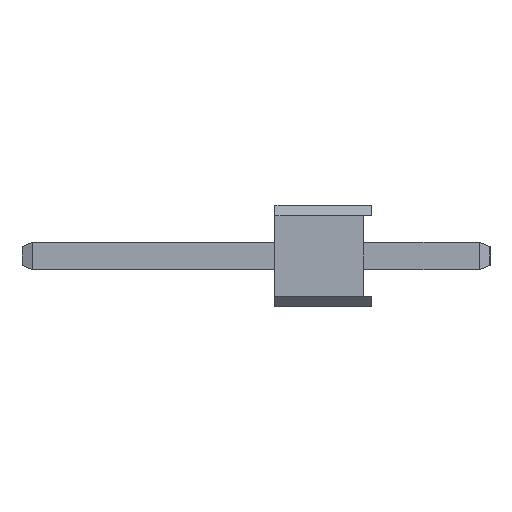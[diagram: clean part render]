
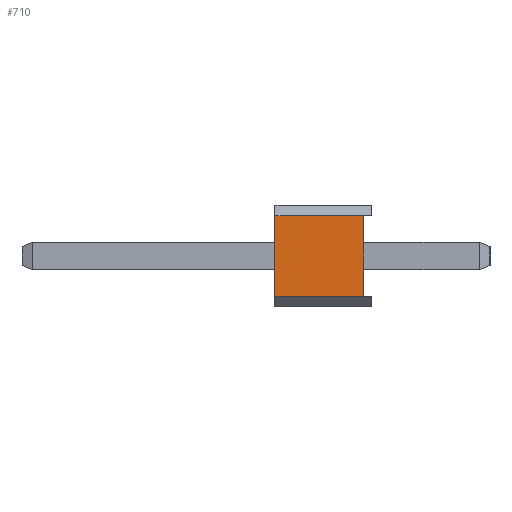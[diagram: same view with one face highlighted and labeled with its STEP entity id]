
A CAD part, left-side view. The second image highlights one B-rep face of the part: STEP entity #710.
In plain terms, the highlighted planar face has unit normal (-1, 0, 0).
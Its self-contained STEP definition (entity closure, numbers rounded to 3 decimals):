
#33 = LINE ( 'NONE', #294, #1225 ) ;
#46 = DIRECTION ( 'NONE',  ( 0., 0., 1. ) ) ;
#166 = CARTESIAN_POINT ( 'NONE',  ( -0.945, 5.3, -0.625 ) ) ;
#246 = VECTOR ( 'NONE', #1082, 1000. ) ;
#294 = CARTESIAN_POINT ( 'NONE',  ( -0.945, 5.3, 1.275 ) ) ;
#303 = VERTEX_POINT ( 'NONE', #1441 ) ;
#330 = ORIENTED_EDGE ( 'NONE', *, *, #744, .T. ) ;
#346 = ORIENTED_EDGE ( 'NONE', *, *, #1267, .T. ) ;
#379 = EDGE_CURVE ( 'NONE', #1466, #388, #33, .T. ) ;
#388 = VERTEX_POINT ( 'NONE', #1448 ) ;
#548 = AXIS2_PLACEMENT_3D ( 'NONE', #964, #619, #46 ) ;
#618 = DIRECTION ( 'NONE',  ( 0., 0., -1. ) ) ;
#619 = DIRECTION ( 'NONE',  ( -1., 0., 0. ) ) ;
#638 = CARTESIAN_POINT ( 'NONE',  ( -0.945, 3.2, -0.875 ) ) ;
#684 = EDGE_LOOP ( 'NONE', ( #1155, #1230, #346, #330 ) ) ;
#710 = ADVANCED_FACE ( 'NONE', ( #734 ), #1411, .T. ) ;
#722 = LINE ( 'NONE', #823, #761 ) ;
#734 = FACE_OUTER_BOUND ( 'NONE', #684, .T. ) ;
#744 = EDGE_CURVE ( 'NONE', #1098, #303, #1203, .T. ) ;
#761 = VECTOR ( 'NONE', #845, 1000. ) ;
#823 = CARTESIAN_POINT ( 'NONE',  ( -0.945, 5.3, -0.875 ) ) ;
#845 = DIRECTION ( 'NONE',  ( 0., 0., -1. ) ) ;
#964 = CARTESIAN_POINT ( 'NONE',  ( -0.945, 5.3, -0.875 ) ) ;
#1082 = DIRECTION ( 'NONE',  ( 0., -1., 0. ) ) ;
#1098 = VERTEX_POINT ( 'NONE', #1144 ) ;
#1121 = VECTOR ( 'NONE', #618, 1000. ) ;
#1144 = CARTESIAN_POINT ( 'NONE',  ( -0.945, 5.3, -0.625 ) ) ;
#1155 = ORIENTED_EDGE ( 'NONE', *, *, #1383, .F. ) ;
#1176 = LINE ( 'NONE', #638, #1121 ) ;
#1203 = LINE ( 'NONE', #166, #246 ) ;
#1225 = VECTOR ( 'NONE', #1320, 1000. ) ;
#1230 = ORIENTED_EDGE ( 'NONE', *, *, #379, .T. ) ;
#1267 = EDGE_CURVE ( 'NONE', #388, #1098, #722, .T. ) ;
#1320 = DIRECTION ( 'NONE',  ( 0., 1., 0. ) ) ;
#1383 = EDGE_CURVE ( 'NONE', #1466, #303, #1176, .T. ) ;
#1411 = PLANE ( 'NONE',  #548 ) ;
#1438 = CARTESIAN_POINT ( 'NONE',  ( -0.945, 3.2, 1.275 ) ) ;
#1441 = CARTESIAN_POINT ( 'NONE',  ( -0.945, 3.2, -0.625 ) ) ;
#1448 = CARTESIAN_POINT ( 'NONE',  ( -0.945, 5.3, 1.275 ) ) ;
#1466 = VERTEX_POINT ( 'NONE', #1438 ) ;
